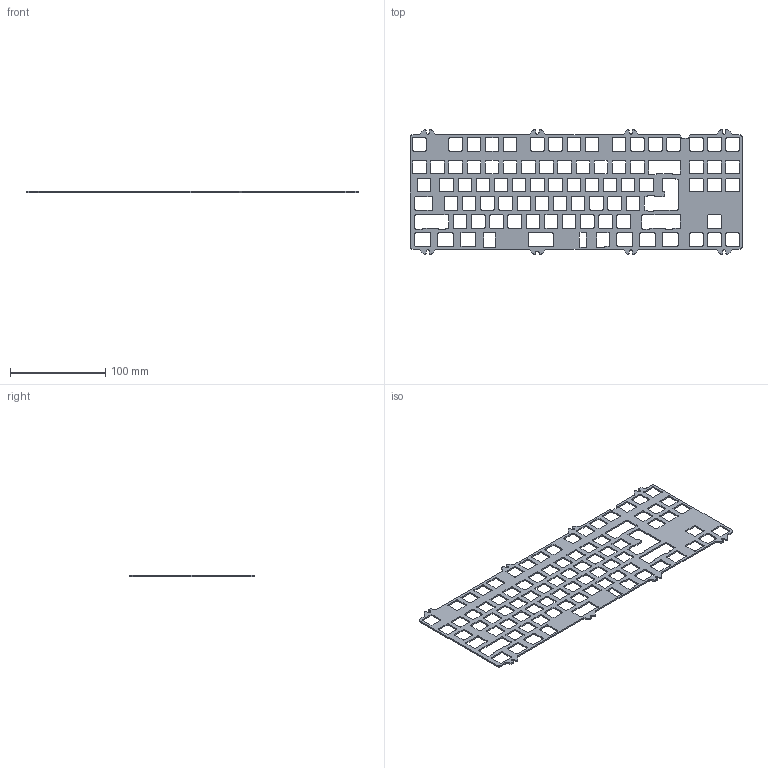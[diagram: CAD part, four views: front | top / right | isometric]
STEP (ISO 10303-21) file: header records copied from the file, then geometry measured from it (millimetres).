
FILE_DESCRIPTION (( 'STEP AP203' ), '1' );
FILE_NAME ('LZ_TKL-SW.Plate-Rev.STEP', '2021-02-15T00:07:47', ( 'PC101' ), ( '' ), 'SwSTEP 2.0', 'SolidWorks 2019', '' );
FILE_SCHEMA (( 'CONFIG_CONTROL_DESIGN' ));
Length unit declared in the file: millimetre
Products named in the file (1): LZ_TKL-SW.Plate-Rev
Bounding box: 348.21 x 130.41 x 1.5 mm (x, y, z)
Volume: 34120.4 mm3; surface area: 54723 mm2
Topology: 1 solids, 1 shells, 886 faces, 2652 edges, 1768 vertices
Faces by surface type: plane 452, cylinder 434
Entity records: 30493 total; most frequent: CARTESIAN_POINT 5307, ORIENTED_EDGE 5304, DIRECTION 5294, EDGE_CURVE 2652, LINE 1784, VECTOR 1784, VERTEX_POINT 1768, AXIS2_PLACEMENT_3D 1755
